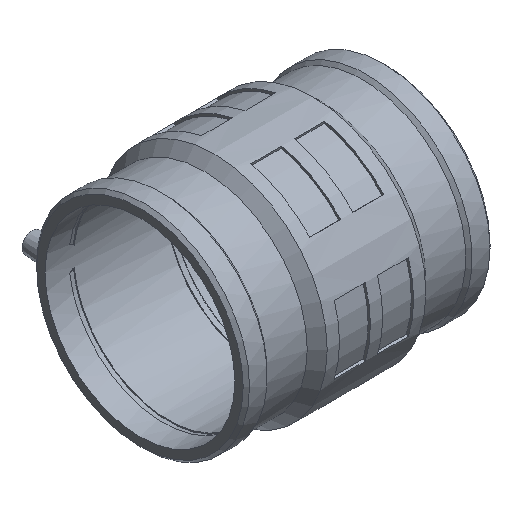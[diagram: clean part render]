
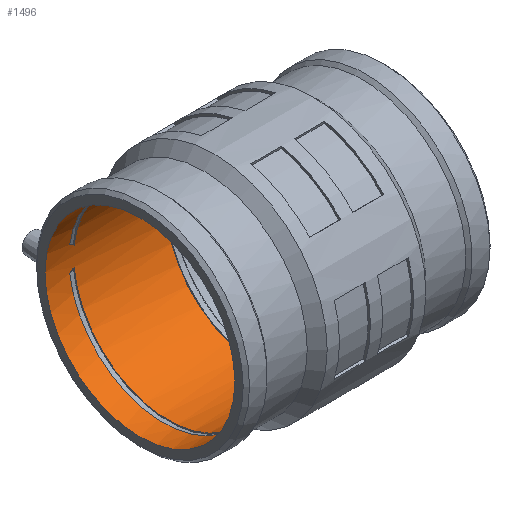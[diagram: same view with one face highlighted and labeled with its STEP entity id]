
A CAD part, isometric view. The second image highlights one B-rep face of the part: STEP entity #1496.
In plain terms, the highlighted cylindrical face has radius 70 mm (diameter 140 mm), a full revolution.
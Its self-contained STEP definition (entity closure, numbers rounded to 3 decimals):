
#32=B_SPLINE_CURVE_WITH_KNOTS('',3,(#2663,#2664,#2665,#2666,#2667,#2668),
 .UNSPECIFIED.,.F.,.F.,(4,2,4),(3.207,3.269,3.604),
 .UNSPECIFIED.);
#34=B_SPLINE_CURVE_WITH_KNOTS('',3,(#2685,#2686,#2687,#2688,#2689,#2690),
 .UNSPECIFIED.,.F.,.F.,(4,2,4),(5.113,5.448,5.51),
 .UNSPECIFIED.);
#63=FACE_BOUND('',#305,.T.);
#64=FACE_BOUND('',#306,.T.);
#108=CYLINDRICAL_SURFACE('',#1662,70.);
#192=FACE_OUTER_BOUND('',#304,.T.);
#304=EDGE_LOOP('',(#1253));
#305=EDGE_LOOP('',(#1254));
#306=EDGE_LOOP('',(#1255,#1256,#1257,#1258));
#415=CIRCLE('',#1663,70.);
#416=CIRCLE('',#1664,70.);
#417=CIRCLE('',#1665,70.);
#418=CIRCLE('',#1666,70.);
#746=VERTEX_POINT('',#2654);
#748=VERTEX_POINT('',#2662);
#750=VERTEX_POINT('',#2674);
#751=VERTEX_POINT('',#2681);
#753=VERTEX_POINT('',#2696);
#754=VERTEX_POINT('',#2698);
#938=EDGE_CURVE('',#746,#748,#32,.T.);
#942=EDGE_CURVE('',#751,#750,#34,.T.);
#945=EDGE_CURVE('',#753,#753,#415,.T.);
#946=EDGE_CURVE('',#754,#754,#416,.T.);
#947=EDGE_CURVE('',#748,#751,#417,.T.);
#948=EDGE_CURVE('',#746,#750,#418,.T.);
#1253=ORIENTED_EDGE('',*,*,#945,.T.);
#1254=ORIENTED_EDGE('',*,*,#946,.F.);
#1255=ORIENTED_EDGE('',*,*,#942,.F.);
#1256=ORIENTED_EDGE('',*,*,#947,.F.);
#1257=ORIENTED_EDGE('',*,*,#938,.F.);
#1258=ORIENTED_EDGE('',*,*,#948,.T.);
#1496=ADVANCED_FACE('',(#192,#63,#64),#108,.F.);
#1662=AXIS2_PLACEMENT_3D('',#2695,#2085,#2086);
#1663=AXIS2_PLACEMENT_3D('',#2697,#2087,#2088);
#1664=AXIS2_PLACEMENT_3D('',#2699,#2089,#2090);
#1665=AXIS2_PLACEMENT_3D('',#2700,#2091,#2092);
#1666=AXIS2_PLACEMENT_3D('',#2701,#2093,#2094);
#2085=DIRECTION('center_axis',(1.,0.,0.));
#2086=DIRECTION('ref_axis',(0.,1.,0.));
#2087=DIRECTION('center_axis',(1.,0.,0.));
#2088=DIRECTION('ref_axis',(0.,0.,-1.));
#2089=DIRECTION('center_axis',(1.,0.,0.));
#2090=DIRECTION('ref_axis',(0.,0.,-1.));
#2091=DIRECTION('center_axis',(1.,0.,0.));
#2092=DIRECTION('ref_axis',(0.,0.,-1.));
#2093=DIRECTION('center_axis',(1.,0.,0.));
#2094=DIRECTION('ref_axis',(0.,0.,-1.));
#2654=CARTESIAN_POINT('',(-73.37,69.399,9.151));
#2662=CARTESIAN_POINT('',(-69.844,69.647,7.018));
#2663=CARTESIAN_POINT('Ctrl Pts',(-73.37,69.399,9.151));
#2664=CARTESIAN_POINT('Ctrl Pts',(-73.162,69.409,9.081));
#2665=CARTESIAN_POINT('Ctrl Pts',(-72.956,69.419,9.003));
#2666=CARTESIAN_POINT('Ctrl Pts',(-71.662,69.488,8.461));
#2667=CARTESIAN_POINT('Ctrl Pts',(-70.659,69.569,7.793));
#2668=CARTESIAN_POINT('Ctrl Pts',(-69.844,69.647,7.018));
#2674=CARTESIAN_POINT('',(-73.37,69.399,-9.151));
#2681=CARTESIAN_POINT('',(-69.844,69.647,-7.018));
#2685=CARTESIAN_POINT('Ctrl Pts',(-69.844,69.647,-7.018));
#2686=CARTESIAN_POINT('Ctrl Pts',(-70.659,69.569,-7.793));
#2687=CARTESIAN_POINT('Ctrl Pts',(-71.662,69.488,-8.461));
#2688=CARTESIAN_POINT('Ctrl Pts',(-72.956,69.419,-9.003));
#2689=CARTESIAN_POINT('Ctrl Pts',(-73.162,69.409,-9.081));
#2690=CARTESIAN_POINT('Ctrl Pts',(-73.37,69.399,-9.151));
#2695=CARTESIAN_POINT('Origin',(-82.185,0.,0.));
#2696=CARTESIAN_POINT('',(-2.,70.,0.));
#2697=CARTESIAN_POINT('Origin',(-2.,0.,0.));
#2698=CARTESIAN_POINT('',(-91.,70.,0.));
#2699=CARTESIAN_POINT('Origin',(-91.,0.,0.));
#2700=CARTESIAN_POINT('Origin',(-69.844,0.,0.));
#2701=CARTESIAN_POINT('Origin',(-73.37,0.,0.));
